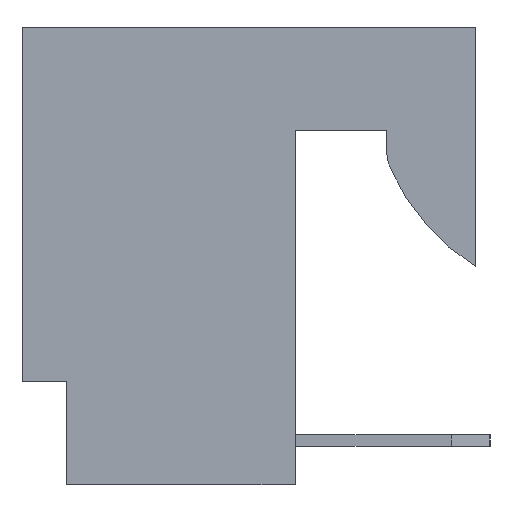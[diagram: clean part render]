
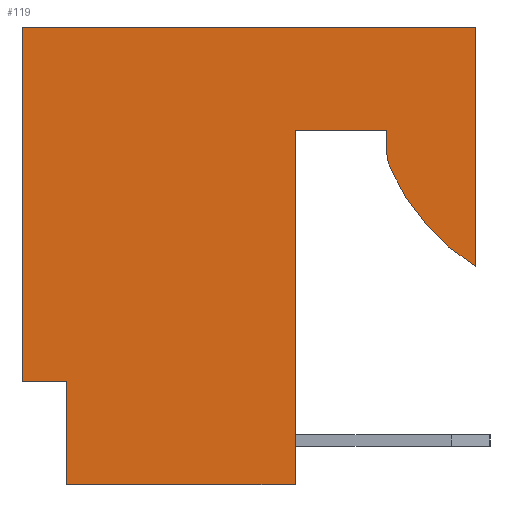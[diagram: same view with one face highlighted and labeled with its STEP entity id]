
A CAD part, left-side view. The second image highlights one B-rep face of the part: STEP entity #119.
In plain terms, the highlighted planar face has unit normal (-1, 0, 0).
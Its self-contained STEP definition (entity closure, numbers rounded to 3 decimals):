
#119=ADVANCED_FACE('',(#751),#752,.F.);
#751=FACE_OUTER_BOUND('',#1936,.T.);
#752=PLANE('',#1937);
#1936=EDGE_LOOP('',(#3341,#3342,#3343,#3344,#3345,#3346,#3347,#3348,#3349,#3350,#3351));
#1937=AXIS2_PLACEMENT_3D('',#3352,#3353,#3354);
#3341=ORIENTED_EDGE('',*,*,#8102,.F.);
#3342=ORIENTED_EDGE('',*,*,#8103,.F.);
#3343=ORIENTED_EDGE('',*,*,#8104,.F.);
#3344=ORIENTED_EDGE('',*,*,#8105,.F.);
#3345=ORIENTED_EDGE('',*,*,#8106,.F.);
#3346=ORIENTED_EDGE('',*,*,#8107,.F.);
#3347=ORIENTED_EDGE('',*,*,#8108,.F.);
#3348=ORIENTED_EDGE('',*,*,#8109,.F.);
#3349=ORIENTED_EDGE('',*,*,#8110,.F.);
#3350=ORIENTED_EDGE('',*,*,#8111,.F.);
#3351=ORIENTED_EDGE('',*,*,#8112,.F.);
#3352=CARTESIAN_POINT('',(-13.919,0.0,0.0));
#3353=DIRECTION('',(1.0,0.0,0.0));
#3354=DIRECTION('',(0.0,1.0,0.0));
#8102=EDGE_CURVE('',#9932,#9933,#9934,.T.);
#8103=EDGE_CURVE('',#9935,#9932,#9936,.T.);
#8104=EDGE_CURVE('',#9937,#9935,#9938,.T.);
#8105=EDGE_CURVE('',#9939,#9937,#9940,.T.);
#8106=EDGE_CURVE('',#9941,#9939,#9942,.T.);
#8107=EDGE_CURVE('',#9943,#9941,#9944,.T.);
#8108=EDGE_CURVE('',#9945,#9943,#9946,.T.);
#8109=EDGE_CURVE('',#9947,#9945,#9948,.T.);
#8110=EDGE_CURVE('',#9949,#9947,#9950,.T.);
#8111=EDGE_CURVE('',#9951,#9949,#9952,.T.);
#8112=EDGE_CURVE('',#9933,#9951,#9953,.T.);
#9932=VERTEX_POINT('',#12644);
#9933=VERTEX_POINT('',#12645);
#9934=LINE('',#12646,#12647);
#9935=VERTEX_POINT('',#12648);
#9936=LINE('',#12649,#12650);
#9937=VERTEX_POINT('',#12651);
#9938=LINE('',#12652,#12653);
#9939=VERTEX_POINT('',#12654);
#9940=LINE('',#12655,#12656);
#9941=VERTEX_POINT('',#12657);
#9942=LINE('',#12658,#12659);
#9943=VERTEX_POINT('',#12660);
#9944=LINE('',#12661,#12662);
#9945=VERTEX_POINT('',#12663);
#9946=LINE('',#12664,#12665);
#9947=VERTEX_POINT('',#12666);
#9948=LINE('',#12667,#12668);
#9949=VERTEX_POINT('',#12669);
#9950=CIRCLE('',#12670,0.762);
#9951=VERTEX_POINT('',#12671);
#9952=CIRCLE('',#12672,3.81);
#9953=LINE('',#12673,#12674);
#12644=CARTESIAN_POINT('',(-13.919,7.798,0.0));
#12645=CARTESIAN_POINT('',(-13.919,0.0,0.0));
#12646=CARTESIAN_POINT('',(-13.919,7.798,0.0));
#12647=VECTOR('',#16474,7.798);
#12648=CARTESIAN_POINT('',(-13.919,7.798,-6.096));
#12649=CARTESIAN_POINT('',(-13.919,7.798,-6.096));
#12650=VECTOR('',#16475,6.096);
#12651=CARTESIAN_POINT('',(-13.919,7.036,-6.096));
#12652=CARTESIAN_POINT('',(-13.919,7.036,-6.096));
#12653=VECTOR('',#16476,0.762);
#12654=CARTESIAN_POINT('',(-13.919,7.036,-7.874));
#12655=CARTESIAN_POINT('',(-13.919,7.036,-7.874));
#12656=VECTOR('',#16477,1.778);
#12657=CARTESIAN_POINT('',(-13.919,3.099,-7.874));
#12658=CARTESIAN_POINT('',(-13.919,3.099,-7.874));
#12659=VECTOR('',#16478,3.937);
#12660=CARTESIAN_POINT('',(-13.919,3.099,-1.778));
#12661=CARTESIAN_POINT('',(-13.919,3.099,-1.778));
#12662=VECTOR('',#16479,6.096);
#12663=CARTESIAN_POINT('',(-13.919,1.524,-1.778));
#12664=CARTESIAN_POINT('',(-13.919,1.524,-1.778));
#12665=VECTOR('',#16480,1.575);
#12666=CARTESIAN_POINT('',(-13.919,1.524,-2.125));
#12667=CARTESIAN_POINT('',(-13.919,1.524,-2.125));
#12668=VECTOR('',#16481,0.347);
#12669=CARTESIAN_POINT('',(-13.919,1.459,-2.434));
#12670=AXIS2_PLACEMENT_3D('',#16482,#16483,#16484);
#12671=CARTESIAN_POINT('',(-13.919,0.0,-4.117));
#12672=AXIS2_PLACEMENT_3D('',#16485,#16486,#16487);
#12673=CARTESIAN_POINT('',(-13.919,0.0,0.0));
#12674=VECTOR('',#16488,4.117);
#16474=DIRECTION('',(0.0,-1.0,0.0));
#16475=DIRECTION('',(0.0,0.0,1.0));
#16476=DIRECTION('',(0.0,1.0,0.0));
#16477=DIRECTION('',(0.0,0.0,1.0));
#16478=DIRECTION('',(0.0,1.0,0.0));
#16479=DIRECTION('',(0.0,0.0,-1.0));
#16480=DIRECTION('',(0.0,1.0,0.0));
#16481=DIRECTION('',(0.0,0.0,1.0));
#16482=CARTESIAN_POINT('',(-13.919,0.762,-2.125));
#16483=DIRECTION('',(1.0,0.0,0.0));
#16484=DIRECTION('',(0.0,0.914,-0.405));
#16485=CARTESIAN_POINT('',(-13.919,-2.024,-0.889));
#16486=DIRECTION('',(1.0,0.0,0.0));
#16487=DIRECTION('',(0.0,0.531,-0.847));
#16488=DIRECTION('',(0.0,0.0,-1.0));
